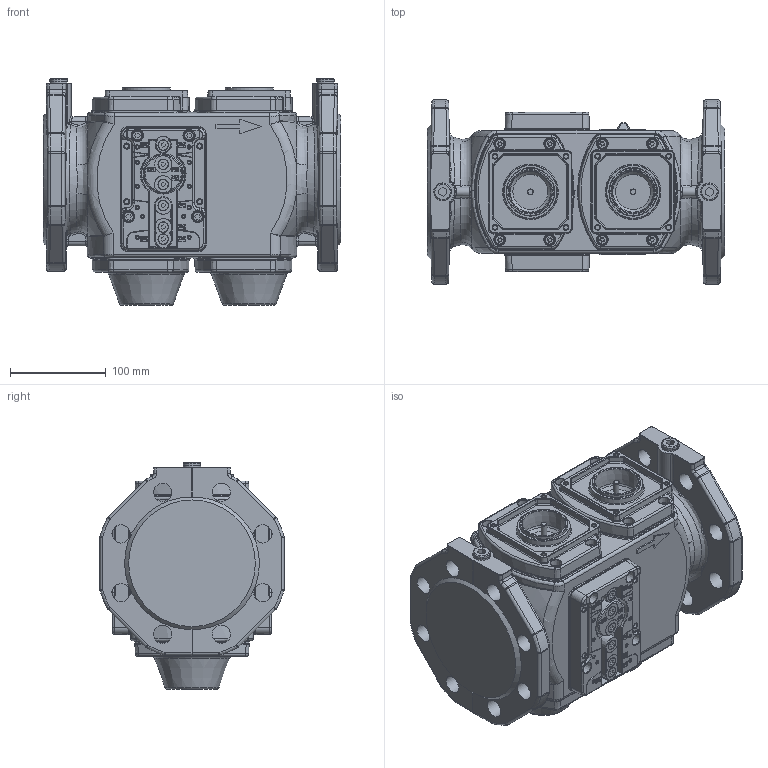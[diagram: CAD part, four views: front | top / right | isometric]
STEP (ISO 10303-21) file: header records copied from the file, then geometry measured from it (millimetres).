
FILE_DESCRIPTION(/* description */ (''),/* implementation_level */ '2;1');
FILE_NAME(/* name */ 'A5W00027873_02.stp',/* time_stamp */ '2018-07-02T08:26:27+02:00',/* author */ (''),/* organization */ (''),/* preprocessor_version */ 'ST-DEVELOPER v16',/* originating_system */ 'SIEMENS PLM Software NX 10.0',/* authorisation */ '');
FILE_SCHEMA (('AUTOMOTIVE_DESIGN { 1 0 10303 214 3 1 1 1 }'));
Products named in the file (1): Gant1984025586r7
Bounding box: 310 x 192 x 236.5 mm (x, y, z)
Volume: 7045715.1 mm3; surface area: 374843 mm2
Topology: 1 solids, 3 shells, 3057 faces, 7498 edges, 4642 vertices
Faces by surface type: plane 1191, cylinder 702, bspline 466, cone 268, torus 262, extrusion 120, sphere 48
Full cylindrical faces by diameter (mm): 5.188 x2, 5.3 x6, 6 x2, 10 x24, 10.5 x12, 11 x12, 13.5 x2, 18 x2, 18.5 x2, 19 x16
Entity records: 97418 total; most frequent: CARTESIAN_POINT 30238, ORIENTED_EDGE 13804, DIRECTION 13478, EDGE_CURVE 6902, AXIS2_PLACEMENT_3D 5146, VERTEX_POINT 4490, EDGE_LOOP 3732, VECTOR 3186
